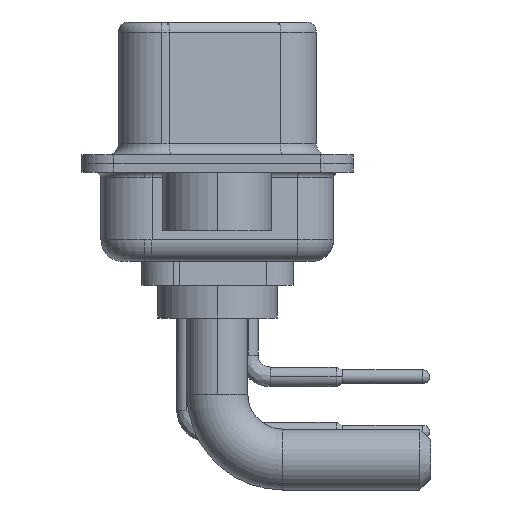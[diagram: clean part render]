
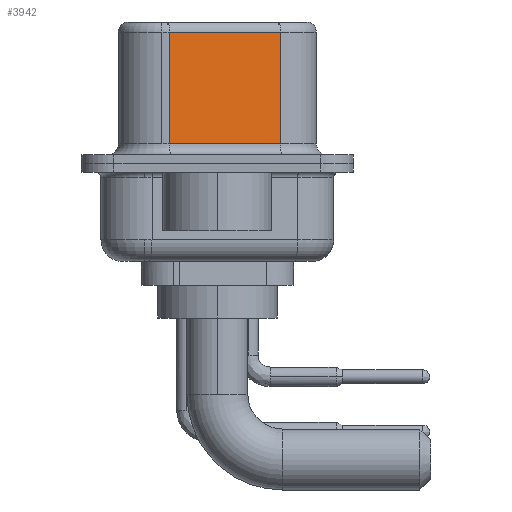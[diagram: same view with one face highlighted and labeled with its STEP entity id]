
A CAD part, left-side view. The second image highlights one B-rep face of the part: STEP entity #3942.
In plain terms, the highlighted planar face has unit normal (-0.985, -0.174, 0).
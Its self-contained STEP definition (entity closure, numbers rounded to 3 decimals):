
#3642 = CARTESIAN_POINT ( 'NONE',  ( 4.58, -2.897, 6.02 ) ) ;
#3942 = ADVANCED_FACE ( 'NONE', ( #7093 ), #18027, .F. ) ;
#4525 = VERTEX_POINT ( 'NONE', #7155 ) ;
#5219 = DIRECTION ( 'NONE',  ( -0.174, 0.985, 0. ) ) ;
#6890 = CARTESIAN_POINT ( 'NONE',  ( 4.58, -2.897, 6.02 ) ) ;
#7093 = FACE_OUTER_BOUND ( 'NONE', #12879, .T. ) ;
#7147 = DIRECTION ( 'NONE',  ( 0., 0., -1. ) ) ;
#7155 = CARTESIAN_POINT ( 'NONE',  ( 3.68, 2.203, 6.02 ) ) ;
#8327 = VECTOR ( 'NONE', #7147, 1000. ) ;
#8833 = EDGE_CURVE ( 'NONE', #10615, #4525, #20679, .T. ) ;
#9093 = CARTESIAN_POINT ( 'NONE',  ( 4.58, -2.897, 6.52 ) ) ;
#10230 = ORIENTED_EDGE ( 'NONE', *, *, #14929, .T. ) ;
#10243 = DIRECTION ( 'NONE',  ( 0., 0., -1. ) ) ;
#10271 = EDGE_CURVE ( 'NONE', #10615, #20614, #24159, .T. ) ;
#10450 = DIRECTION ( 'NONE',  ( 0.985, 0.174, 0. ) ) ;
#10615 = VERTEX_POINT ( 'NONE', #3642 ) ;
#11364 = LINE ( 'NONE', #11977, #17171 ) ;
#11977 = CARTESIAN_POINT ( 'NONE',  ( 3.68, 2.203, 6.52 ) ) ;
#12858 = CARTESIAN_POINT ( 'NONE',  ( 4.58, -2.897, 6.52 ) ) ;
#12879 = EDGE_LOOP ( 'NONE', ( #13013, #21748, #24256, #10230 ) ) ;
#13013 = ORIENTED_EDGE ( 'NONE', *, *, #10271, .F. ) ;
#13695 = AXIS2_PLACEMENT_3D ( 'NONE', #9093, #10450, #5219 ) ;
#13836 = VECTOR ( 'NONE', #20182, 1000. ) ;
#14929 = EDGE_CURVE ( 'NONE', #16284, #20614, #19070, .T. ) ;
#14976 = EDGE_CURVE ( 'NONE', #4525, #16284, #11364, .T. ) ;
#16284 = VERTEX_POINT ( 'NONE', #16454 ) ;
#16454 = CARTESIAN_POINT ( 'NONE',  ( 3.68, 2.203, 0.9 ) ) ;
#16823 = CARTESIAN_POINT ( 'NONE',  ( 4.58, -2.897, 0.9 ) ) ;
#17171 = VECTOR ( 'NONE', #10243, 1000. ) ;
#18027 = PLANE ( 'NONE',  #13695 ) ;
#19070 = LINE ( 'NONE', #16823, #21909 ) ;
#19418 = CARTESIAN_POINT ( 'NONE',  ( 4.58, -2.897, 0.9 ) ) ;
#20182 = DIRECTION ( 'NONE',  ( -0.174, 0.985, 0. ) ) ;
#20614 = VERTEX_POINT ( 'NONE', #19418 ) ;
#20679 = LINE ( 'NONE', #6890, #13836 ) ;
#21748 = ORIENTED_EDGE ( 'NONE', *, *, #8833, .T. ) ;
#21909 = VECTOR ( 'NONE', #22918, 1000. ) ;
#22918 = DIRECTION ( 'NONE',  ( 0.174, -0.985, 0. ) ) ;
#24159 = LINE ( 'NONE', #12858, #8327 ) ;
#24256 = ORIENTED_EDGE ( 'NONE', *, *, #14976, .T. ) ;
